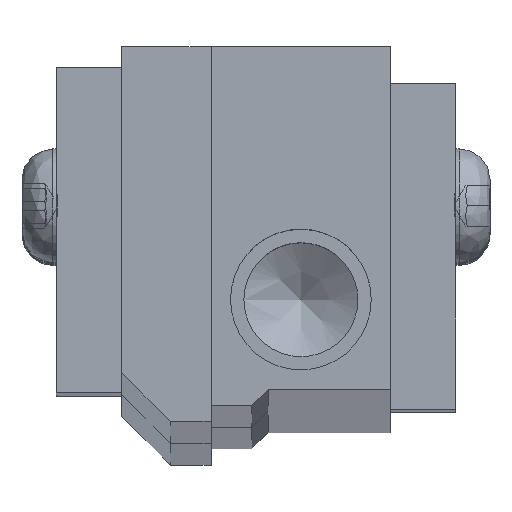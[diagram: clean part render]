
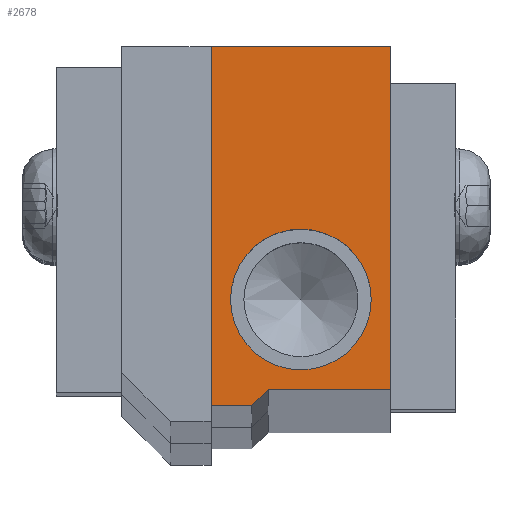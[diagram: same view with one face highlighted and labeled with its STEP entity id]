
A CAD part, top view. The second image highlights one B-rep face of the part: STEP entity #2678.
In plain terms, the highlighted planar face has unit normal (0, 0, 1).
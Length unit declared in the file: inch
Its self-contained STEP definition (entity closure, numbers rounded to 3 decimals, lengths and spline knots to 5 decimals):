
#616=CARTESIAN_POINT('',(0.583,0.03125,48.0));
#617=VERTEX_POINT('',#616);
#618=CARTESIAN_POINT('',(0.313,0.03125,48.0));
#619=DIRECTION('',(0.0,0.0,-1.0));
#620=DIRECTION('',(1.0,0.0,0.0));
#621=AXIS2_PLACEMENT_3D('',#618,#619,#620);
#622=CIRCLE('',#621,0.27);
#623=EDGE_CURVE('',#617,#617,#622,.T.);
#697=CARTESIAN_POINT('',(0.65675,1.0,48.0));
#698=VERTEX_POINT('',#697);
#699=CARTESIAN_POINT('',(0.65675,-0.3125,48.0));
#700=VERTEX_POINT('',#699);
#701=CARTESIAN_POINT('',(0.65675,1.0,48.0));
#702=DIRECTION('',(0.0,-1.0,0.0));
#703=VECTOR('',#702,1.3125);
#704=LINE('',#701,#703);
#705=EDGE_CURVE('',#698,#700,#704,.T.);
#2443=CARTESIAN_POINT('',(0.125,-0.375,48.0));
#2444=VERTEX_POINT('',#2443);
#2445=CARTESIAN_POINT('',(-0.03125,-0.375,48.0));
#2446=VERTEX_POINT('',#2445);
#2447=CARTESIAN_POINT('',(0.125,-0.375,48.0));
#2448=DIRECTION('',(-1.0,0.0,0.0));
#2449=VECTOR('',#2448,0.15625);
#2450=LINE('',#2447,#2449);
#2451=EDGE_CURVE('',#2444,#2446,#2450,.T.);
#2483=CARTESIAN_POINT('',(-0.03125,1.0,48.0));
#2484=VERTEX_POINT('',#2483);
#2485=CARTESIAN_POINT('',(-0.03125,-0.375,48.0));
#2486=DIRECTION('',(0.0,1.0,0.0));
#2487=VECTOR('',#2486,1.375);
#2488=LINE('',#2485,#2487);
#2489=EDGE_CURVE('',#2446,#2484,#2488,.T.);
#2592=CARTESIAN_POINT('',(-0.03125,1.0,48.0));
#2593=DIRECTION('',(1.0,0.0,0.0));
#2594=VECTOR('',#2593,0.688);
#2595=LINE('',#2592,#2594);
#2596=EDGE_CURVE('',#2484,#698,#2595,.T.);
#2614=CARTESIAN_POINT('',(0.1875,-0.3125,48.0));
#2615=VERTEX_POINT('',#2614);
#2616=CARTESIAN_POINT('',(0.65675,-0.3125,48.0));
#2617=DIRECTION('',(-1.0,0.0,0.0));
#2618=VECTOR('',#2617,0.46925);
#2619=LINE('',#2616,#2618);
#2620=EDGE_CURVE('',#700,#2615,#2619,.T.);
#2645=CARTESIAN_POINT('',(0.1875,-0.3125,48.0));
#2646=DIRECTION('',(-0.707,-0.707,0.0));
#2647=VECTOR('',#2646,0.08839);
#2648=LINE('',#2645,#2647);
#2649=EDGE_CURVE('',#2615,#2444,#2648,.T.);
#2662=CARTESIAN_POINT('',(0.3065,0.32602,48.0));
#2663=DIRECTION('',(0.0,0.0,1.0));
#2664=DIRECTION('',(1.0,0.0,0.0));
#2665=AXIS2_PLACEMENT_3D('',#2662,#2663,#2664);
#2666=PLANE('',#2665);
#2667=ORIENTED_EDGE('',*,*,#2451,.F.);
#2668=ORIENTED_EDGE('',*,*,#2649,.F.);
#2669=ORIENTED_EDGE('',*,*,#2620,.F.);
#2670=ORIENTED_EDGE('',*,*,#705,.F.);
#2671=ORIENTED_EDGE('',*,*,#2596,.F.);
#2672=ORIENTED_EDGE('',*,*,#2489,.F.);
#2673=EDGE_LOOP('',(#2667,#2668,#2669,#2670,#2671,#2672));
#2674=FACE_OUTER_BOUND('',#2673,.T.);
#2675=ORIENTED_EDGE('',*,*,#623,.T.);
#2676=EDGE_LOOP('',(#2675));
#2677=FACE_BOUND('',#2676,.T.);
#2678=ADVANCED_FACE('',(#2674,#2677),#2666,.T.);
